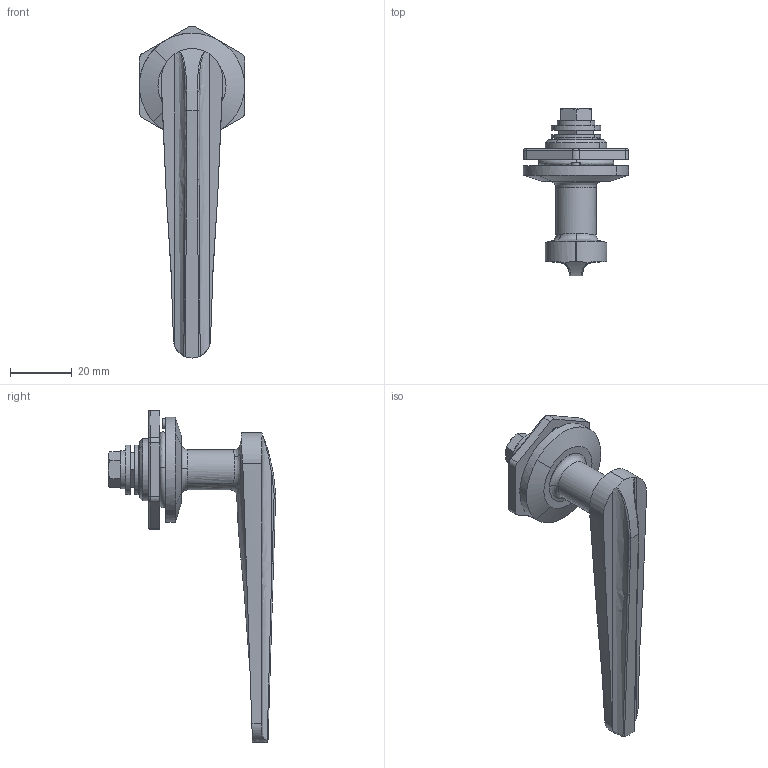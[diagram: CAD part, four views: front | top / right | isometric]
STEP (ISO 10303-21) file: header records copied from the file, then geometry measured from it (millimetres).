
FILE_DESCRIPTION((''),'2;1');
FILE_NAME('','2006-02-22T15:18:50',(''),(''),'','CADfix','');
FILE_SCHEMA(('AUTOMOTIVE_DESIGN'));
Length unit declared in the file: millimetre
Products named in the file (8): handle; washer_C; washer_B; washer_A; nut; bolt; base; THA_219_11092_36
Assembly tree (7 placements, depth 2):
  THA_219_11092_36
    handle
    washer_C
    washer_B
    washer_A
    nut
    bolt
    base
Bounding box: 34 x 54.1 x 107.32 mm (x, y, z)
Volume: 22551 mm3; surface area: 13492.9 mm2
Topology: 7 solids, 7 shells, 155 faces, 521 edges, 390 vertices
Faces by surface type: bspline 155
Entity records: 9575 total; most frequent: CARTESIAN_POINT 6309, ORIENTED_EDGE 1042, EDGE_CURVE 521, VERTEX_POINT 390, B_SPLINE_CURVE_WITH_KNOTS 334, QUASI_UNIFORM_CURVE 183, EDGE_LOOP 175, FACE_OUTER_BOUND 155
